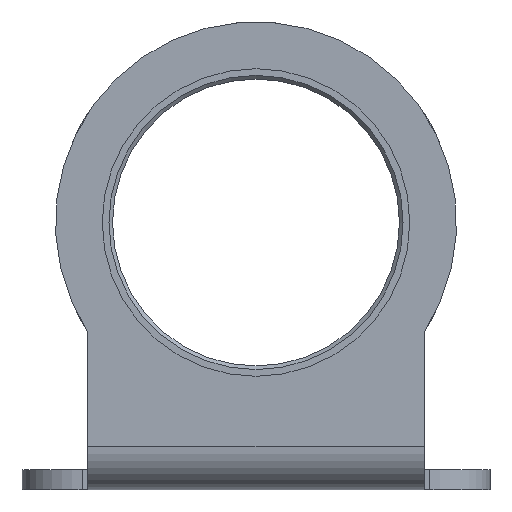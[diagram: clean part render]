
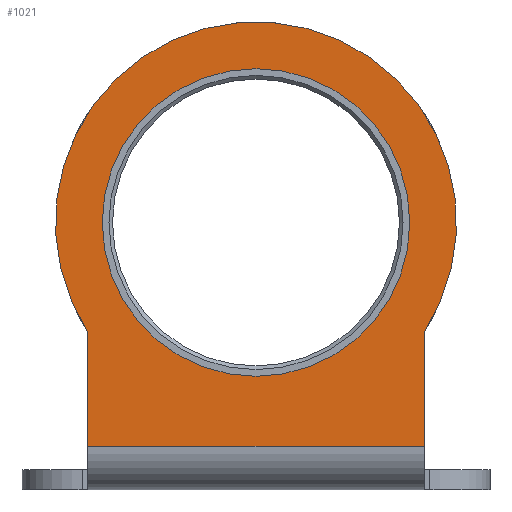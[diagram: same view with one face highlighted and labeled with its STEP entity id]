
A CAD part, front view. The second image highlights one B-rep face of the part: STEP entity #1021.
In plain terms, the highlighted planar face has unit normal (0, -1, 0).
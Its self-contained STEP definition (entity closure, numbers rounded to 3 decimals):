
#60=PLANE('',#1131);
#91=CIRCLE('',#1132,30.);
#92=CIRCLE('',#1133,23.);
#284=ORIENTED_EDGE('',*,*,#528,.T.);
#285=ORIENTED_EDGE('',*,*,#529,.F.);
#286=ORIENTED_EDGE('',*,*,#530,.F.);
#287=ORIENTED_EDGE('',*,*,#531,.F.);
#288=ORIENTED_EDGE('',*,*,#532,.T.);
#528=EDGE_CURVE('',#654,#655,#748,.T.);
#529=EDGE_CURVE('',#656,#655,#749,.T.);
#530=EDGE_CURVE('',#657,#656,#750,.T.);
#531=EDGE_CURVE('',#654,#657,#91,.T.);
#532=EDGE_CURVE('',#658,#658,#92,.T.);
#654=VERTEX_POINT('',#1686);
#655=VERTEX_POINT('',#1687);
#656=VERTEX_POINT('',#1689);
#657=VERTEX_POINT('',#1691);
#658=VERTEX_POINT('',#1694);
#748=LINE('',#1685,#814);
#749=LINE('',#1688,#815);
#750=LINE('',#1690,#816);
#814=VECTOR('',#1349,1000.);
#815=VECTOR('',#1350,1000.);
#816=VECTOR('',#1351,1000.);
#859=EDGE_LOOP('',(#284,#285,#286,#287));
#860=EDGE_LOOP('',(#288));
#931=FACE_BOUND('',#859,.T.);
#932=FACE_BOUND('',#860,.T.);
#1021=ADVANCED_FACE('',(#931,#932),#60,.F.);
#1131=AXIS2_PLACEMENT_3D('',#1684,#1347,#1348);
#1132=AXIS2_PLACEMENT_3D('',#1692,#1352,#1353);
#1133=AXIS2_PLACEMENT_3D('',#1693,#1354,#1355);
#1347=DIRECTION('',(0.,1.,0.));
#1348=DIRECTION('',(0.,0.,1.));
#1349=DIRECTION('',(0.,0.,-1.));
#1350=DIRECTION('',(-1.,0.,0.));
#1351=DIRECTION('',(0.,0.,-1.));
#1352=DIRECTION('',(0.,1.,0.));
#1353=DIRECTION('',(1.,0.,0.));
#1354=DIRECTION('',(0.,1.,0.));
#1355=DIRECTION('',(1.,0.,0.));
#1684=CARTESIAN_POINT('',(25.2,0.,8.));
#1685=CARTESIAN_POINT('',(-25.2,0.,8.));
#1686=CARTESIAN_POINT('',(-25.2,0.,23.722));
#1687=CARTESIAN_POINT('',(-25.2,0.,6.5));
#1688=CARTESIAN_POINT('',(25.2,0.,6.5));
#1689=CARTESIAN_POINT('',(25.2,0.,6.5));
#1690=CARTESIAN_POINT('',(25.2,0.,8.));
#1691=CARTESIAN_POINT('',(25.2,0.,23.722));
#1692=CARTESIAN_POINT('',(0.,0.,40.));
#1693=CARTESIAN_POINT('',(0.,0.,40.));
#1694=CARTESIAN_POINT('',(23.,0.,40.));
